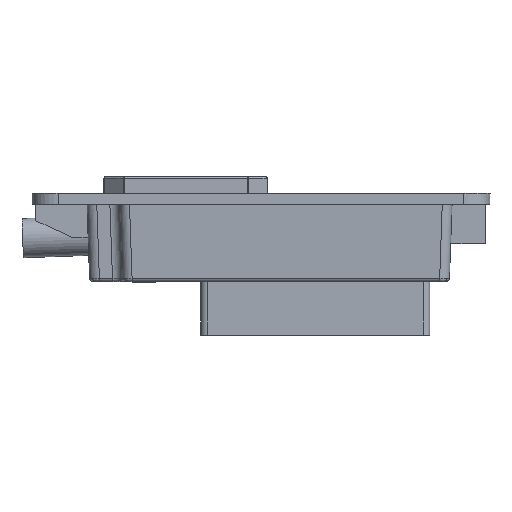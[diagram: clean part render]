
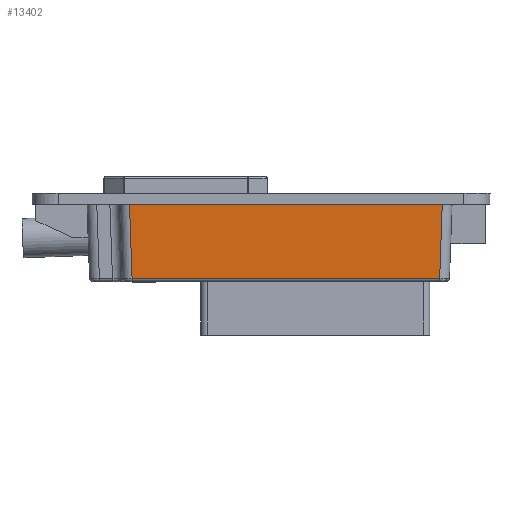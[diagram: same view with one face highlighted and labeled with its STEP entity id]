
A CAD part, left-side view. The second image highlights one B-rep face of the part: STEP entity #13402.
In plain terms, the highlighted planar face has unit normal (-0.999, 0, -0.035).
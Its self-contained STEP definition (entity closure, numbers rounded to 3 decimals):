
#2056 = CYLINDRICAL_SURFACE('',#2057,1.5);
#2057 = AXIS2_PLACEMENT_3D('',#2058,#2059,#2060);
#2058 = CARTESIAN_POINT('',(-13.107,24.053,
    39.097));
#2059 = DIRECTION('',(-0.035,0.035,
    0.999));
#2060 = DIRECTION('',(0.999,0.,
    0.035));
#2549 = VERTEX_POINT('',#2550);
#2550 = CARTESIAN_POINT('',(-14.216,-23.348,
    27.884));
#2587 = CYLINDRICAL_SURFACE('',#2588,1.5);
#2588 = AXIS2_PLACEMENT_3D('',#2589,#2590,#2591);
#2589 = CARTESIAN_POINT('',(-13.053,-23.684,
    37.536));
#2590 = DIRECTION('',(-0.035,-0.035,
    0.999));
#2591 = DIRECTION('',(0.999,0.,
    0.035));
#2658 = CYLINDRICAL_SURFACE('',#2659,0.5);
#2659 = AXIS2_PLACEMENT_3D('',#2660,#2661,#2662);
#2660 = CARTESIAN_POINT('',(-13.717,25.557,
    27.902));
#2661 = DIRECTION('',(0.,1.,0.));
#2662 = DIRECTION('',(0.,0.,-1.));
#2779 = PLANE('',#2780);
#2780 = AXIS2_PLACEMENT_3D('',#2781,#2782,#2783);
#2781 = CARTESIAN_POINT('',(18.388,3.957,
    39.202));
#2782 = DIRECTION('',(0.,0.,-1.));
#2783 = DIRECTION('',(-1.,0.,0.));
#4047 = VERTEX_POINT('',#4048);
#4048 = CARTESIAN_POINT('',(-14.612,24.058,
    39.202));
#4093 = EDGE_CURVE('',#4047,#4094,#4096,.T.);
#4094 = VERTEX_POINT('',#4095);
#4095 = CARTESIAN_POINT('',(-14.612,-23.744,
    39.202));
#4096 = SURFACE_CURVE('',#4097,(#4101,#4108),.PCURVE_S1.);
#4097 = LINE('',#4098,#4099);
#4098 = CARTESIAN_POINT('',(-14.612,25.557,
    39.202));
#4099 = VECTOR('',#4100,1.);
#4100 = DIRECTION('',(0.,-1.,0.));
#4101 = PCURVE('',#2779,#4102);
#4102 = DEFINITIONAL_REPRESENTATION('',(#4103),#4107);
#4103 = LINE('',#4104,#4105);
#4104 = CARTESIAN_POINT('',(33.,21.6));
#4105 = VECTOR('',#4106,1.);
#4106 = DIRECTION('',(0.,-1.));
#4107 = ( GEOMETRIC_REPRESENTATION_CONTEXT(2) 
PARAMETRIC_REPRESENTATION_CONTEXT() REPRESENTATION_CONTEXT('2D SPACE',''
  ) );
#4108 = PCURVE('',#4109,#4114);
#4109 = PLANE('',#4110);
#4110 = AXIS2_PLACEMENT_3D('',#4111,#4112,#4113);
#4111 = CARTESIAN_POINT('',(-14.612,25.557,
    39.202));
#4112 = DIRECTION('',(-0.999,0.,
    -0.035));
#4113 = DIRECTION('',(-0.035,0.,
    0.999));
#4114 = DEFINITIONAL_REPRESENTATION('',(#4115),#4119);
#4115 = LINE('',#4116,#4117);
#4116 = CARTESIAN_POINT('',(0.,0.));
#4117 = VECTOR('',#4118,1.);
#4118 = DIRECTION('',(0.,-1.));
#4119 = ( GEOMETRIC_REPRESENTATION_CONTEXT(2) 
PARAMETRIC_REPRESENTATION_CONTEXT() REPRESENTATION_CONTEXT('2D SPACE',''
  ) );
#13402 = ADVANCED_FACE('',(#13403),#4109,.T.);
#13403 = FACE_BOUND('',#13404,.T.);
#13404 = EDGE_LOOP('',(#13405,#13428,#13449,#13470));
#13405 = ORIENTED_EDGE('',*,*,#13406,.T.);
#13406 = EDGE_CURVE('',#4047,#13407,#13409,.T.);
#13407 = VERTEX_POINT('',#13408);
#13408 = CARTESIAN_POINT('',(-14.216,23.663,
    27.884));
#13409 = SURFACE_CURVE('',#13410,(#13414,#13421),.PCURVE_S1.);
#13410 = LINE('',#13411,#13412);
#13411 = CARTESIAN_POINT('',(-14.613,24.06,
    39.254));
#13412 = VECTOR('',#13413,1.);
#13413 = DIRECTION('',(0.035,-0.035,
    -0.999));
#13414 = PCURVE('',#4109,#13415);
#13415 = DEFINITIONAL_REPRESENTATION('',(#13416),#13420);
#13416 = LINE('',#13417,#13418);
#13417 = CARTESIAN_POINT('',(0.052,-1.497));
#13418 = VECTOR('',#13419,1.);
#13419 = DIRECTION('',(-0.999,-0.035));
#13420 = ( GEOMETRIC_REPRESENTATION_CONTEXT(2) 
PARAMETRIC_REPRESENTATION_CONTEXT() REPRESENTATION_CONTEXT('2D SPACE',''
  ) );
#13421 = PCURVE('',#2056,#13422);
#13422 = DEFINITIONAL_REPRESENTATION('',(#13423),#13427);
#13423 = LINE('',#13424,#13425);
#13424 = CARTESIAN_POINT('',(3.142,0.209));
#13425 = VECTOR('',#13426,1.);
#13426 = DIRECTION('',(0.,-1.));
#13427 = ( GEOMETRIC_REPRESENTATION_CONTEXT(2) 
PARAMETRIC_REPRESENTATION_CONTEXT() REPRESENTATION_CONTEXT('2D SPACE',''
  ) );
#13428 = ORIENTED_EDGE('',*,*,#13429,.T.);
#13429 = EDGE_CURVE('',#13407,#2549,#13430,.T.);
#13430 = SURFACE_CURVE('',#13431,(#13435,#13442),.PCURVE_S1.);
#13431 = LINE('',#13432,#13433);
#13432 = CARTESIAN_POINT('',(-14.216,-23.331,
    27.884));
#13433 = VECTOR('',#13434,1.);
#13434 = DIRECTION('',(0.,-1.,0.));
#13435 = PCURVE('',#4109,#13436);
#13436 = DEFINITIONAL_REPRESENTATION('',(#13437),#13441);
#13437 = LINE('',#13438,#13439);
#13438 = CARTESIAN_POINT('',(-11.324,-48.889));
#13439 = VECTOR('',#13440,1.);
#13440 = DIRECTION('',(0.,-1.));
#13441 = ( GEOMETRIC_REPRESENTATION_CONTEXT(2) 
PARAMETRIC_REPRESENTATION_CONTEXT() REPRESENTATION_CONTEXT('2D SPACE',''
  ) );
#13442 = PCURVE('',#2658,#13443);
#13443 = DEFINITIONAL_REPRESENTATION('',(#13444),#13448);
#13444 = LINE('',#13445,#13446);
#13445 = CARTESIAN_POINT('',(1.536,-48.889));
#13446 = VECTOR('',#13447,1.);
#13447 = DIRECTION('',(0.,-1.));
#13448 = ( GEOMETRIC_REPRESENTATION_CONTEXT(2) 
PARAMETRIC_REPRESENTATION_CONTEXT() REPRESENTATION_CONTEXT('2D SPACE',''
  ) );
#13449 = ORIENTED_EDGE('',*,*,#13450,.T.);
#13450 = EDGE_CURVE('',#2549,#4094,#13451,.T.);
#13451 = SURFACE_CURVE('',#13452,(#13456,#13463),.PCURVE_S1.);
#13452 = LINE('',#13453,#13454);
#13453 = CARTESIAN_POINT('',(-14.552,-23.684,
    37.484));
#13454 = VECTOR('',#13455,1.);
#13455 = DIRECTION('',(-0.035,-0.035,
    0.999));
#13456 = PCURVE('',#4109,#13457);
#13457 = DEFINITIONAL_REPRESENTATION('',(#13458),#13462);
#13458 = LINE('',#13459,#13460);
#13459 = CARTESIAN_POINT('',(-1.718,-49.241));
#13460 = VECTOR('',#13461,1.);
#13461 = DIRECTION('',(0.999,-0.035));
#13462 = ( GEOMETRIC_REPRESENTATION_CONTEXT(2) 
PARAMETRIC_REPRESENTATION_CONTEXT() REPRESENTATION_CONTEXT('2D SPACE',''
  ) );
#13463 = PCURVE('',#2587,#13464);
#13464 = DEFINITIONAL_REPRESENTATION('',(#13465),#13469);
#13465 = LINE('',#13466,#13467);
#13466 = CARTESIAN_POINT('',(3.142,0.));
#13467 = VECTOR('',#13468,1.);
#13468 = DIRECTION('',(0.,1.));
#13469 = ( GEOMETRIC_REPRESENTATION_CONTEXT(2) 
PARAMETRIC_REPRESENTATION_CONTEXT() REPRESENTATION_CONTEXT('2D SPACE',''
  ) );
#13470 = ORIENTED_EDGE('',*,*,#4093,.F.);
